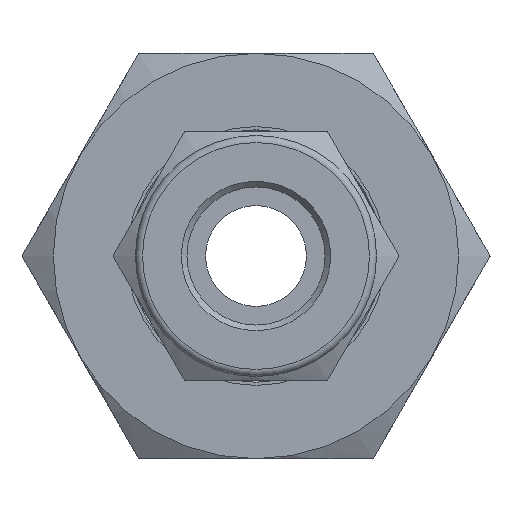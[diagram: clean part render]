
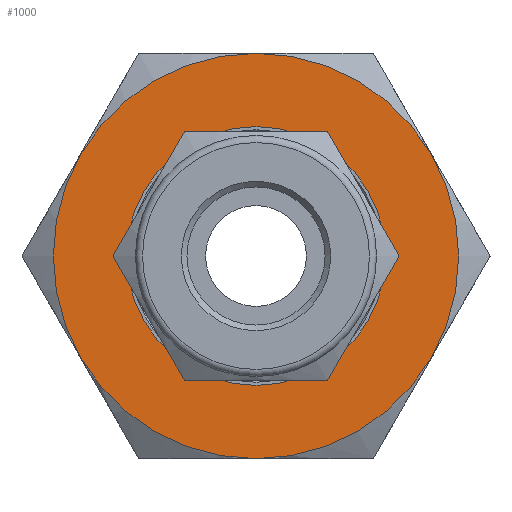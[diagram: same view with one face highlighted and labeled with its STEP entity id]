
A CAD part, left-side view. The second image highlights one B-rep face of the part: STEP entity #1000.
In plain terms, the highlighted planar face has unit normal (-1, 0, 0).
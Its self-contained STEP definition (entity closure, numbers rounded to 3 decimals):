
#62=FACE_BOUND('',#245,.T.);
#89=CIRCLE('',#1090,7.5);
#109=CIRCLE('',#1127,14.287);
#174=FACE_OUTER_BOUND('',#244,.T.);
#244=EDGE_LOOP('',(#808));
#245=EDGE_LOOP('',(#809));
#442=VERTEX_POINT('',#1641);
#459=VERTEX_POINT('',#1705);
#552=EDGE_CURVE('',#442,#442,#89,.T.);
#582=EDGE_CURVE('',#459,#459,#109,.T.);
#808=ORIENTED_EDGE('',*,*,#582,.F.);
#809=ORIENTED_EDGE('',*,*,#552,.T.);
#953=PLANE('',#1126);
#1000=ADVANCED_FACE('',(#174,#62),#953,.T.);
#1090=AXIS2_PLACEMENT_3D('',#1642,#1286,#1287);
#1126=AXIS2_PLACEMENT_3D('',#1704,#1368,#1369);
#1127=AXIS2_PLACEMENT_3D('',#1706,#1370,#1371);
#1286=DIRECTION('center_axis',(1.,0.,0.));
#1287=DIRECTION('ref_axis',(0.,1.,0.));
#1368=DIRECTION('center_axis',(-1.,0.,0.));
#1369=DIRECTION('ref_axis',(0.,0.,1.));
#1370=DIRECTION('center_axis',(1.,0.,0.));
#1371=DIRECTION('ref_axis',(0.,0.,-1.));
#1641=CARTESIAN_POINT('',(19.415,-7.5,0.));
#1642=CARTESIAN_POINT('Origin',(19.415,0.,
0.));
#1704=CARTESIAN_POINT('Origin',(19.415,14.287,0.));
#1705=CARTESIAN_POINT('',(19.415,-14.288,0.));
#1706=CARTESIAN_POINT('Origin',(19.415,0.,
0.));
